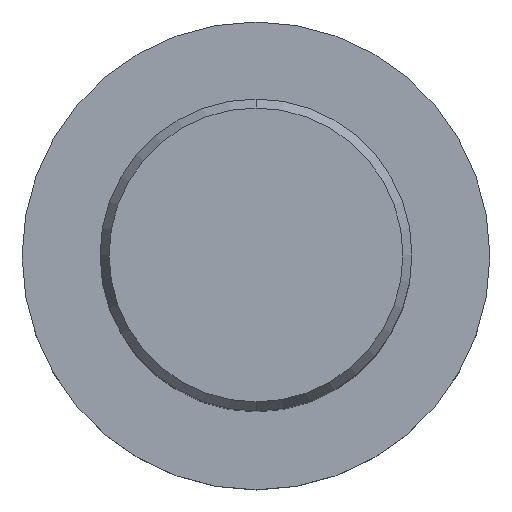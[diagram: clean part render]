
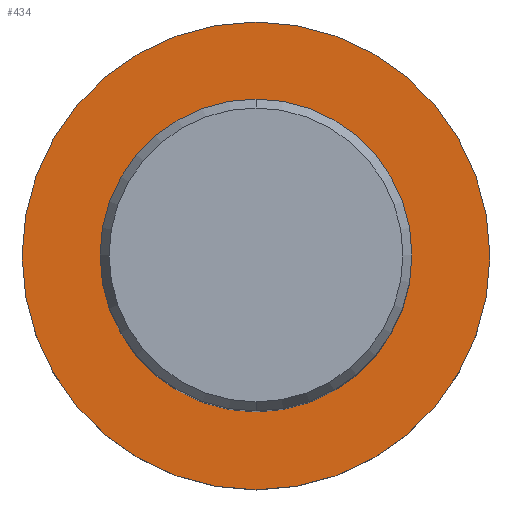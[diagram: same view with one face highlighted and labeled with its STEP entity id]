
A CAD part, top view. The second image highlights one B-rep face of the part: STEP entity #434.
In plain terms, the highlighted planar face has unit normal (0, 0, 1).
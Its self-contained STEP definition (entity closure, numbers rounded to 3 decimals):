
#222=EDGE_CURVE('',#446,#518,#587,.T.);
#338=VERTEX_POINT('',#715);
#370=VERTEX_POINT('',#750);
#434=ADVANCED_FACE('',(#821,#822),#823,.T.);
#446=VERTEX_POINT('',#835);
#450=EDGE_CURVE('',#338,#370,#839,.T.);
#466=EDGE_CURVE('',#518,#446,#856,.T.);
#512=EDGE_CURVE('',#370,#338,#909,.T.);
#518=VERTEX_POINT('',#915);
#587=CIRCLE('',#991,20.0);
#715=CARTESIAN_POINT('',(0.,-30.0,-70.0));
#750=CARTESIAN_POINT('',(0.0,30.0,-70.0));
#821=FACE_BOUND('',#1480,.T.);
#822=FACE_OUTER_BOUND('',#1481,.T.);
#823=PLANE('',#1482);
#835=CARTESIAN_POINT('',(0.,-20.0,-70.0));
#839=CIRCLE('',#1530,30.0);
#856=CIRCLE('',#1582,20.0);
#909=CIRCLE('',#1665,30.0);
#915=CARTESIAN_POINT('',(0.0,20.0,-70.0));
#991=AXIS2_PLACEMENT_3D('',#1737,#1738,#1739);
#1480=EDGE_LOOP('',(#2032,#2033));
#1481=EDGE_LOOP('',(#2034,#2035));
#1482=AXIS2_PLACEMENT_3D('',#2036,#2037,#2038);
#1530=AXIS2_PLACEMENT_3D('',#2046,#2047,#2048);
#1582=AXIS2_PLACEMENT_3D('',#2057,#2058,#2059);
#1665=AXIS2_PLACEMENT_3D('',#2137,#2138,#2139);
#1737=CARTESIAN_POINT('',(0.0,0.0,-70.0));
#1738=DIRECTION('',(-0.0,0.0,-1.0));
#1739=DIRECTION('',(0.0,1.0,0.0));
#2032=ORIENTED_EDGE('',*,*,#466,.T.);
#2033=ORIENTED_EDGE('',*,*,#222,.T.);
#2034=ORIENTED_EDGE('',*,*,#512,.F.);
#2035=ORIENTED_EDGE('',*,*,#450,.F.);
#2036=CARTESIAN_POINT('',(0.0,15.0,-70.0));
#2037=DIRECTION('',(-0.0,0.0,1.0));
#2038=DIRECTION('',(0.0,-1.0,0.0));
#2046=CARTESIAN_POINT('',(0.0,0.0,-70.0));
#2047=DIRECTION('',(0.0,0.0,-1.0));
#2048=DIRECTION('',(0.0,1.0,0.0));
#2057=CARTESIAN_POINT('',(0.0,0.0,-70.0));
#2058=DIRECTION('',(-0.0,0.0,-1.0));
#2059=DIRECTION('',(0.0,1.0,0.0));
#2137=CARTESIAN_POINT('',(0.0,0.0,-70.0));
#2138=DIRECTION('',(0.0,0.0,-1.0));
#2139=DIRECTION('',(0.0,1.0,0.0));
